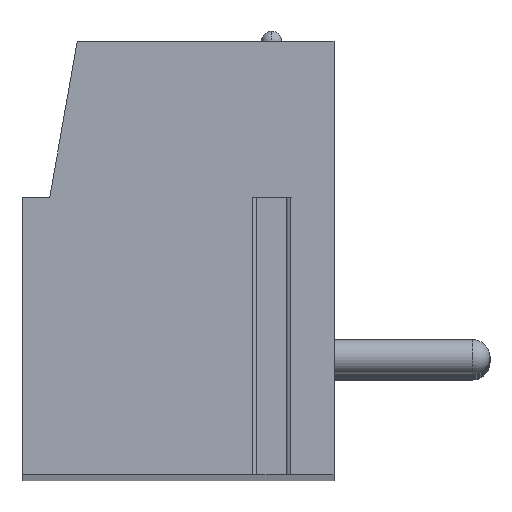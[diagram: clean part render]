
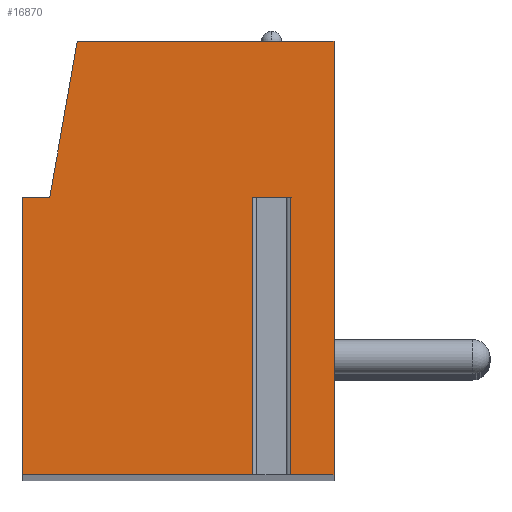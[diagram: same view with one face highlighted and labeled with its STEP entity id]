
A CAD part, top view. The second image highlights one B-rep face of the part: STEP entity #16870.
In plain terms, the highlighted planar face has unit normal (0, 0, 1).
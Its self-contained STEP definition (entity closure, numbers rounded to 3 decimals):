
#13=DIRECTION('',(-1.,0.,0.));
#14=VECTOR('',#13,1.112);
#15=CARTESIAN_POINT('',(3.256,1.75,99.06));
#16=LINE('',#15,#14);
#17=DIRECTION('',(0.,-1.,0.));
#18=VECTOR('',#17,8.);
#19=CARTESIAN_POINT('',(2.144,1.75,99.06));
#20=LINE('',#19,#18);
#21=DIRECTION('',(1.,0.,0.));
#22=VECTOR('',#21,6.644);
#23=CARTESIAN_POINT('',(-4.5,-6.25,99.06));
#24=LINE('',#23,#22);
#25=DIRECTION('',(0.,-1.,0.));
#26=VECTOR('',#25,8.);
#27=CARTESIAN_POINT('',(-4.5,1.75,99.06));
#28=LINE('',#27,#26);
#29=DIRECTION('',(-1.,0.,0.));
#30=VECTOR('',#29,0.8);
#31=CARTESIAN_POINT('',(-3.7,1.75,99.06));
#32=LINE('',#31,#30);
#33=DIRECTION('',(-0.174,-0.985,0.));
#34=VECTOR('',#33,4.569);
#35=CARTESIAN_POINT('',(-2.907,6.25,99.06));
#36=LINE('',#35,#34);
#37=DIRECTION('',(-1.,0.,0.));
#38=VECTOR('',#37,7.407);
#39=CARTESIAN_POINT('',(4.5,6.25,99.06));
#40=LINE('',#39,#38);
#41=DIRECTION('',(0.,1.,0.));
#42=VECTOR('',#41,12.5);
#43=CARTESIAN_POINT('',(4.5,-6.25,99.06));
#44=LINE('',#43,#42);
#45=DIRECTION('',(1.,0.,0.));
#46=VECTOR('',#45,1.244);
#47=CARTESIAN_POINT('',(3.256,-6.25,99.06));
#48=LINE('',#47,#46);
#49=DIRECTION('',(0.,-1.,0.));
#50=VECTOR('',#49,8.);
#51=CARTESIAN_POINT('',(3.256,1.75,99.06));
#52=LINE('',#51,#50);
#13285=CARTESIAN_POINT('',(-3.7,1.75,99.06));
#13286=CARTESIAN_POINT('',(-4.5,1.75,99.06));
#13287=VERTEX_POINT('',#13285);
#13288=VERTEX_POINT('',#13286);
#13289=CARTESIAN_POINT('',(-4.5,-6.25,99.06));
#13290=VERTEX_POINT('',#13289);
#13291=CARTESIAN_POINT('',(4.5,-6.25,99.06));
#13292=CARTESIAN_POINT('',(4.5,6.25,99.06));
#13293=VERTEX_POINT('',#13291);
#13294=VERTEX_POINT('',#13292);
#13295=CARTESIAN_POINT('',(-2.907,6.25,99.06));
#13296=VERTEX_POINT('',#13295);
#13345=CARTESIAN_POINT('',(3.256,1.75,99.06));
#13346=CARTESIAN_POINT('',(2.144,1.75,99.06));
#13347=VERTEX_POINT('',#13345);
#13348=VERTEX_POINT('',#13346);
#13349=CARTESIAN_POINT('',(2.144,-6.25,99.06));
#13350=VERTEX_POINT('',#13349);
#13351=CARTESIAN_POINT('',(3.256,-6.25,99.06));
#13352=VERTEX_POINT('',#13351);
#16843=CARTESIAN_POINT('',(0.,0.,99.06));
#16844=DIRECTION('',(0.,0.,1.));
#16845=DIRECTION('',(1.,0.,0.));
#16846=AXIS2_PLACEMENT_3D('',#16843,#16844,#16845);
#16847=PLANE('',#16846);
#16849=ORIENTED_EDGE('',*,*,#16848,.T.);
#16851=ORIENTED_EDGE('',*,*,#16850,.T.);
#16853=ORIENTED_EDGE('',*,*,#16852,.F.);
#16855=ORIENTED_EDGE('',*,*,#16854,.F.);
#16857=ORIENTED_EDGE('',*,*,#16856,.F.);
#16859=ORIENTED_EDGE('',*,*,#16858,.F.);
#16861=ORIENTED_EDGE('',*,*,#16860,.F.);
#16863=ORIENTED_EDGE('',*,*,#16862,.F.);
#16865=ORIENTED_EDGE('',*,*,#16864,.F.);
#16867=ORIENTED_EDGE('',*,*,#16866,.F.);
#16868=EDGE_LOOP('',(#16849,#16851,#16853,#16855,#16857,#16859,#16861,#16863,
#16865,#16867));
#16869=FACE_OUTER_BOUND('',#16868,.F.);
#16848=EDGE_CURVE('',#13347,#13348,#16,.T.);
#16850=EDGE_CURVE('',#13348,#13350,#20,.T.);
#16852=EDGE_CURVE('',#13290,#13350,#24,.T.);
#16854=EDGE_CURVE('',#13288,#13290,#28,.T.);
#16856=EDGE_CURVE('',#13287,#13288,#32,.T.);
#16858=EDGE_CURVE('',#13296,#13287,#36,.T.);
#16860=EDGE_CURVE('',#13294,#13296,#40,.T.);
#16862=EDGE_CURVE('',#13293,#13294,#44,.T.);
#16864=EDGE_CURVE('',#13352,#13293,#48,.T.);
#16866=EDGE_CURVE('',#13347,#13352,#52,.T.);
#16870=ADVANCED_FACE('',(#16869),#16847,.T.);
